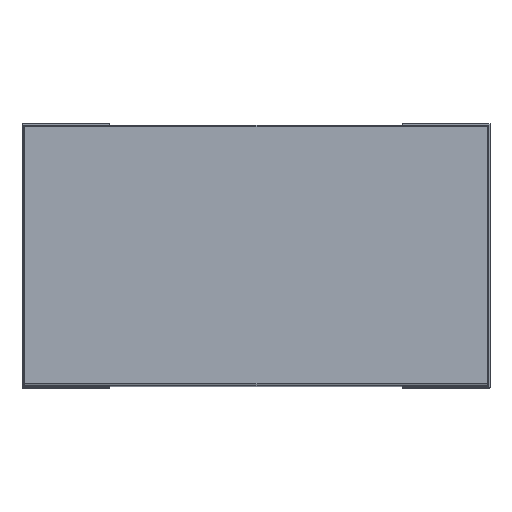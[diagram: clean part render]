
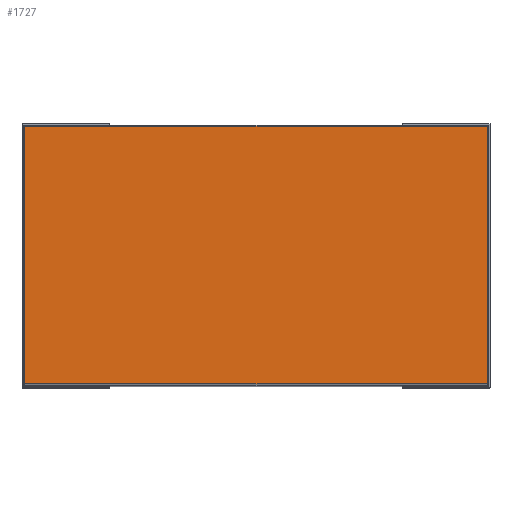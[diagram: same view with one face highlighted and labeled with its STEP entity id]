
A CAD part, top view. The second image highlights one B-rep face of the part: STEP entity #1727.
In plain terms, the highlighted face is planar.
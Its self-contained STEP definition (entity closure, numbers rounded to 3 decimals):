
#21 = LINE ( 'NONE', #2317, #995 ) ;
#66 = CARTESIAN_POINT ( 'NONE',  ( 1.6, 0.9, 0.8 ) ) ;
#76 = ORIENTED_EDGE ( 'NONE', *, *, #2108, .T. ) ;
#98 = DIRECTION ( 'NONE',  ( -1., 0., 0. ) ) ;
#116 = AXIS2_PLACEMENT_3D ( 'NONE', #66, #98, #3148 ) ;
#240 = VERTEX_POINT ( 'NONE', #3145 ) ;
#262 = ORIENTED_EDGE ( 'NONE', *, *, #281, .T. ) ;
#281 = EDGE_CURVE ( 'NONE', #3214, #240, #1988, .T. ) ;
#378 = PLANE ( 'NONE',  #116 ) ;
#569 = DIRECTION ( 'NONE',  ( 0., 0., -1. ) ) ;
#585 = ORIENTED_EDGE ( 'NONE', *, *, #2696, .T. ) ;
#915 = DIRECTION ( 'NONE',  ( 0., -1., 0. ) ) ;
#950 = DIRECTION ( 'NONE',  ( 0., 1., 0. ) ) ;
#995 = VECTOR ( 'NONE', #915, 1000. ) ;
#1112 = VECTOR ( 'NONE', #950, 1000. ) ;
#1200 = LINE ( 'NONE', #1789, #1112 ) ;
#1402 = CARTESIAN_POINT ( 'NONE',  ( 1.6, 0.01, -0.795 ) ) ;
#1430 = ORIENTED_EDGE ( 'NONE', *, *, #2603, .T. ) ;
#1727 = ADVANCED_FACE ( 'NONE', ( #2912 ), #378, .F. ) ;
#1789 = CARTESIAN_POINT ( 'NONE',  ( 1.6, 0.895, -0.79 ) ) ;
#1988 = LINE ( 'NONE', #1402, #2240 ) ;
#2041 = CARTESIAN_POINT ( 'NONE',  ( 1.6, 0.89, 0.8 ) ) ;
#2108 = EDGE_CURVE ( 'NONE', #3255, #3240, #3123, .T. ) ;
#2240 = VECTOR ( 'NONE', #569, 1000. ) ;
#2317 = CARTESIAN_POINT ( 'NONE',  ( 1.6, 0.005, 0.79 ) ) ;
#2446 = CARTESIAN_POINT ( 'NONE',  ( 1.6, 0.01, 0.79 ) ) ;
#2603 = EDGE_CURVE ( 'NONE', #3240, #3214, #21, .T. ) ;
#2696 = EDGE_CURVE ( 'NONE', #240, #3255, #1200, .T. ) ;
#2912 = FACE_OUTER_BOUND ( 'NONE', #3529, .T. ) ;
#3105 = CARTESIAN_POINT ( 'NONE',  ( 1.6, 0.89, 0.79 ) ) ;
#3107 = DIRECTION ( 'NONE',  ( 0., 0., 1. ) ) ;
#3123 = LINE ( 'NONE', #2041, #3126 ) ;
#3126 = VECTOR ( 'NONE', #3107, 1000. ) ;
#3145 = CARTESIAN_POINT ( 'NONE',  ( 1.6, 0.01, -0.79 ) ) ;
#3148 = DIRECTION ( 'NONE',  ( 0., 0., 1. ) ) ;
#3214 = VERTEX_POINT ( 'NONE', #2446 ) ;
#3240 = VERTEX_POINT ( 'NONE', #3105 ) ;
#3255 = VERTEX_POINT ( 'NONE', #3631 ) ;
#3529 = EDGE_LOOP ( 'NONE', ( #585, #76, #1430, #262 ) ) ;
#3631 = CARTESIAN_POINT ( 'NONE',  ( 1.6, 0.89, -0.79 ) ) ;
